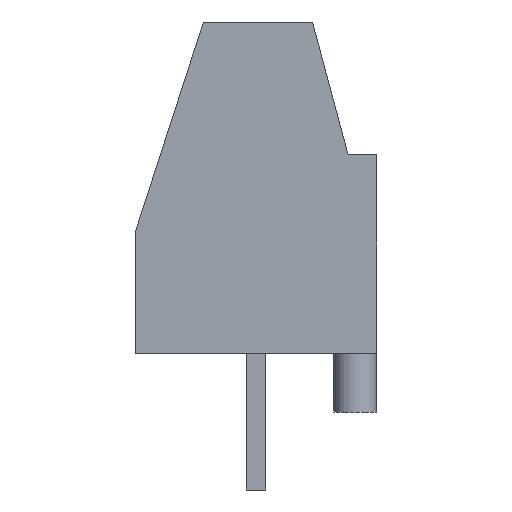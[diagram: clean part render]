
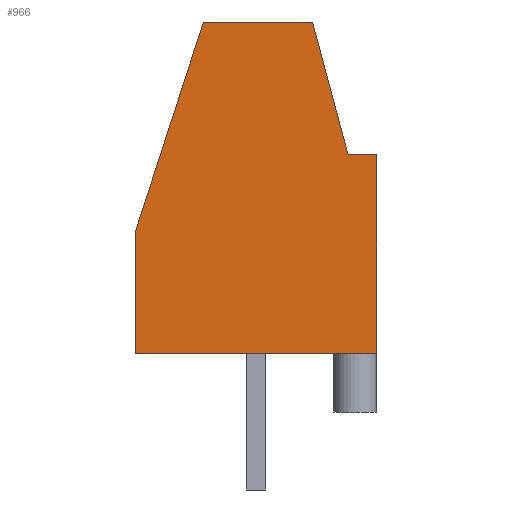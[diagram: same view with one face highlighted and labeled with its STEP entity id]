
A CAD part, left-side view. The second image highlights one B-rep face of the part: STEP entity #966.
In plain terms, the highlighted planar face has unit normal (-1, 0, 0).
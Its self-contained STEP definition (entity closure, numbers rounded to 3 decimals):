
#22 = VERTEX_POINT('',#23);
#23 = CARTESIAN_POINT('',(-1.5,-3.1,0.));
#32 = PLANE('',#33);
#33 = AXIS2_PLACEMENT_3D('',#34,#35,#36);
#34 = CARTESIAN_POINT('',(-1.5,-3.1,0.));
#35 = DIRECTION('',(0.,0.,1.));
#36 = DIRECTION('',(0.,1.,0.));
#44 = PLANE('',#45);
#45 = AXIS2_PLACEMENT_3D('',#46,#47,#48);
#46 = CARTESIAN_POINT('',(-1.5,-3.1,8.5));
#47 = DIRECTION('',(0.,1.,0.));
#48 = DIRECTION('',(0.,0.,-1.));
#85 = VERTEX_POINT('',#86);
#86 = CARTESIAN_POINT('',(-1.5,3.1,0.));
#100 = PLANE('',#101);
#101 = AXIS2_PLACEMENT_3D('',#102,#103,#104);
#102 = CARTESIAN_POINT('',(-1.5,3.1,0.));
#103 = DIRECTION('',(0.,-1.,0.));
#104 = DIRECTION('',(0.,0.,1.));
#112 = EDGE_CURVE('',#22,#85,#113,.T.);
#113 = SURFACE_CURVE('',#114,(#118,#125),.PCURVE_S1.);
#114 = LINE('',#115,#116);
#115 = CARTESIAN_POINT('',(-1.5,-3.1,0.));
#116 = VECTOR('',#117,1.);
#117 = DIRECTION('',(0.,1.,0.));
#118 = PCURVE('',#32,#119);
#119 = DEFINITIONAL_REPRESENTATION('',(#120),#124);
#120 = LINE('',#121,#122);
#121 = CARTESIAN_POINT('',(0.,0.));
#122 = VECTOR('',#123,1.);
#123 = DIRECTION('',(1.,0.));
#124 = ( GEOMETRIC_REPRESENTATION_CONTEXT(2)
PARAMETRIC_REPRESENTATION_CONTEXT() REPRESENTATION_CONTEXT('2D SPACE',''
) );
#125 = PCURVE('',#126,#131);
#126 = PLANE('',#127);
#127 = AXIS2_PLACEMENT_3D('',#128,#129,#130);
#128 = CARTESIAN_POINT('',(-1.5,0.,4.25));
#129 = DIRECTION('',(1.,0.,0.));
#130 = DIRECTION('',(0.,0.,1.));
#131 = DEFINITIONAL_REPRESENTATION('',(#132),#136);
#132 = LINE('',#133,#134);
#133 = CARTESIAN_POINT('',(-4.25,3.1));
#134 = VECTOR('',#135,1.);
#135 = DIRECTION('',(0.,-1.));
#136 = ( GEOMETRIC_REPRESENTATION_CONTEXT(2)
PARAMETRIC_REPRESENTATION_CONTEXT() REPRESENTATION_CONTEXT('2D SPACE',''
) );
#552 = EDGE_CURVE('',#553,#22,#555,.T.);
#553 = VERTEX_POINT('',#554);
#554 = CARTESIAN_POINT('',(-1.5,-3.1,5.1));
#555 = SURFACE_CURVE('',#556,(#560,#567),.PCURVE_S1.);
#556 = LINE('',#557,#558);
#557 = CARTESIAN_POINT('',(-1.5,-3.1,8.5));
#558 = VECTOR('',#559,1.);
#559 = DIRECTION('',(0.,0.,-1.));
#560 = PCURVE('',#44,#561);
#561 = DEFINITIONAL_REPRESENTATION('',(#562),#566);
#562 = LINE('',#563,#564);
#563 = CARTESIAN_POINT('',(0.,0.));
#564 = VECTOR('',#565,1.);
#565 = DIRECTION('',(1.,0.));
#566 = ( GEOMETRIC_REPRESENTATION_CONTEXT(2)
PARAMETRIC_REPRESENTATION_CONTEXT() REPRESENTATION_CONTEXT('2D SPACE',''
) );
#567 = PCURVE('',#126,#568);
#568 = DEFINITIONAL_REPRESENTATION('',(#569),#573);
#569 = LINE('',#570,#571);
#570 = CARTESIAN_POINT('',(4.25,3.1));
#571 = VECTOR('',#572,1.);
#572 = DIRECTION('',(-1.,0.));
#573 = ( GEOMETRIC_REPRESENTATION_CONTEXT(2)
PARAMETRIC_REPRESENTATION_CONTEXT() REPRESENTATION_CONTEXT('2D SPACE',''
) );
#591 = PLANE('',#592);
#592 = AXIS2_PLACEMENT_3D('',#593,#594,#595);
#593 = CARTESIAN_POINT('',(-1.5,-2.36,5.1));
#594 = DIRECTION('',(0.,0.,-1.));
#595 = DIRECTION('',(0.,-1.,0.));
#966 = ADVANCED_FACE('',(#967),#126,.F.);
#967 = FACE_BOUND('',#968,.F.);
#968 = EDGE_LOOP('',(#969,#992,#993,#994,#1017,#1045,#1073));
#969 = ORIENTED_EDGE('',*,*,#970,.T.);
#970 = EDGE_CURVE('',#971,#553,#973,.T.);
#971 = VERTEX_POINT('',#972);
#972 = CARTESIAN_POINT('',(-1.5,-2.36,5.1));
#973 = SURFACE_CURVE('',#974,(#978,#985),.PCURVE_S1.);
#974 = LINE('',#975,#976);
#975 = CARTESIAN_POINT('',(-1.5,-2.36,5.1));
#976 = VECTOR('',#977,1.);
#977 = DIRECTION('',(0.,-1.,0.));
#978 = PCURVE('',#126,#979);
#979 = DEFINITIONAL_REPRESENTATION('',(#980),#984);
#980 = LINE('',#981,#982);
#981 = CARTESIAN_POINT('',(0.85,2.36));
#982 = VECTOR('',#983,1.);
#983 = DIRECTION('',(0.,1.));
#984 = ( GEOMETRIC_REPRESENTATION_CONTEXT(2)
PARAMETRIC_REPRESENTATION_CONTEXT() REPRESENTATION_CONTEXT('2D SPACE',''
) );
#985 = PCURVE('',#591,#986);
#986 = DEFINITIONAL_REPRESENTATION('',(#987),#991);
#987 = LINE('',#988,#989);
#988 = CARTESIAN_POINT('',(0.,-0.));
#989 = VECTOR('',#990,1.);
#990 = DIRECTION('',(1.,0.));
#991 = ( GEOMETRIC_REPRESENTATION_CONTEXT(2)
PARAMETRIC_REPRESENTATION_CONTEXT() REPRESENTATION_CONTEXT('2D SPACE',''
) );
#992 = ORIENTED_EDGE('',*,*,#552,.T.);
#993 = ORIENTED_EDGE('',*,*,#112,.T.);
#994 = ORIENTED_EDGE('',*,*,#995,.T.);
#995 = EDGE_CURVE('',#85,#996,#998,.T.);
#996 = VERTEX_POINT('',#997);
#997 = CARTESIAN_POINT('',(-1.5,3.1,3.114));
#998 = SURFACE_CURVE('',#999,(#1003,#1010),.PCURVE_S1.);
#999 = LINE('',#1000,#1001);
#1000 = CARTESIAN_POINT('',(-1.5,3.1,0.));
#1001 = VECTOR('',#1002,1.);
#1002 = DIRECTION('',(0.,0.,1.));
#1003 = PCURVE('',#126,#1004);
#1004 = DEFINITIONAL_REPRESENTATION('',(#1005),#1009);
#1005 = LINE('',#1006,#1007);
#1006 = CARTESIAN_POINT('',(-4.25,-3.1));
#1007 = VECTOR('',#1008,1.);
#1008 = DIRECTION('',(1.,0.));
#1009 = ( GEOMETRIC_REPRESENTATION_CONTEXT(2)
PARAMETRIC_REPRESENTATION_CONTEXT() REPRESENTATION_CONTEXT('2D SPACE',''
) );
#1010 = PCURVE('',#100,#1011);
#1011 = DEFINITIONAL_REPRESENTATION('',(#1012),#1016);
#1012 = LINE('',#1013,#1014);
#1013 = CARTESIAN_POINT('',(0.,0.));
#1014 = VECTOR('',#1015,1.);
#1015 = DIRECTION('',(1.,0.));
#1016 = ( GEOMETRIC_REPRESENTATION_CONTEXT(2)
PARAMETRIC_REPRESENTATION_CONTEXT() REPRESENTATION_CONTEXT('2D SPACE',''
) );
#1017 = ORIENTED_EDGE('',*,*,#1018,.F.);
#1018 = EDGE_CURVE('',#1019,#996,#1021,.T.);
#1019 = VERTEX_POINT('',#1020);
#1020 = CARTESIAN_POINT('',(-1.5,1.35,8.5));
#1021 = SURFACE_CURVE('',#1022,(#1026,#1033),.PCURVE_S1.);
#1022 = LINE('',#1023,#1024);
#1023 = CARTESIAN_POINT('',(-1.5,1.35,8.5));
#1024 = VECTOR('',#1025,1.);
#1025 = DIRECTION('',(0.,0.309,-0.951));
#1026 = PCURVE('',#126,#1027);
#1027 = DEFINITIONAL_REPRESENTATION('',(#1028),#1032);
#1028 = LINE('',#1029,#1030);
#1029 = CARTESIAN_POINT('',(4.25,-1.35));
#1030 = VECTOR('',#1031,1.);
#1031 = DIRECTION('',(-0.951,-0.309));
#1032 = ( GEOMETRIC_REPRESENTATION_CONTEXT(2)
PARAMETRIC_REPRESENTATION_CONTEXT() REPRESENTATION_CONTEXT('2D SPACE',''
) );
#1033 = PCURVE('',#1034,#1039);
#1034 = PLANE('',#1035);
#1035 = AXIS2_PLACEMENT_3D('',#1036,#1037,#1038);
#1036 = CARTESIAN_POINT('',(-1.5,1.35,8.5));
#1037 = DIRECTION('',(0.,0.951,0.309));
#1038 = DIRECTION('',(0.,0.309,-0.951));
#1039 = DEFINITIONAL_REPRESENTATION('',(#1040),#1044);
#1040 = LINE('',#1041,#1042);
#1041 = CARTESIAN_POINT('',(0.,0.));
#1042 = VECTOR('',#1043,1.);
#1043 = DIRECTION('',(1.,0.));
#1044 = ( GEOMETRIC_REPRESENTATION_CONTEXT(2)
PARAMETRIC_REPRESENTATION_CONTEXT() REPRESENTATION_CONTEXT('2D SPACE',''
) );
#1045 = ORIENTED_EDGE('',*,*,#1046,.T.);
#1046 = EDGE_CURVE('',#1019,#1047,#1049,.T.);
#1047 = VERTEX_POINT('',#1048);
#1048 = CARTESIAN_POINT('',(-1.5,-1.45,8.5));
#1049 = SURFACE_CURVE('',#1050,(#1054,#1061),.PCURVE_S1.);
#1050 = LINE('',#1051,#1052);
#1051 = CARTESIAN_POINT('',(-1.5,3.1,8.5));
#1052 = VECTOR('',#1053,1.);
#1053 = DIRECTION('',(0.,-1.,0.));
#1054 = PCURVE('',#126,#1055);
#1055 = DEFINITIONAL_REPRESENTATION('',(#1056),#1060);
#1056 = LINE('',#1057,#1058);
#1057 = CARTESIAN_POINT('',(4.25,-3.1));
#1058 = VECTOR('',#1059,1.);
#1059 = DIRECTION('',(0.,1.));
#1060 = ( GEOMETRIC_REPRESENTATION_CONTEXT(2)
PARAMETRIC_REPRESENTATION_CONTEXT() REPRESENTATION_CONTEXT('2D SPACE',''
) );
#1061 = PCURVE('',#1062,#1067);
#1062 = PLANE('',#1063);
#1063 = AXIS2_PLACEMENT_3D('',#1064,#1065,#1066);
#1064 = CARTESIAN_POINT('',(-1.5,3.1,8.5));
#1065 = DIRECTION('',(0.,0.,-1.));
#1066 = DIRECTION('',(0.,-1.,0.));
#1067 = DEFINITIONAL_REPRESENTATION('',(#1068),#1072);
#1068 = LINE('',#1069,#1070);
#1069 = CARTESIAN_POINT('',(0.,-0.));
#1070 = VECTOR('',#1071,1.);
#1071 = DIRECTION('',(1.,0.));
#1072 = ( GEOMETRIC_REPRESENTATION_CONTEXT(2)
PARAMETRIC_REPRESENTATION_CONTEXT() REPRESENTATION_CONTEXT('2D SPACE',''
) );
#1073 = ORIENTED_EDGE('',*,*,#1074,.T.);
#1074 = EDGE_CURVE('',#1047,#971,#1075,.T.);
#1075 = SURFACE_CURVE('',#1076,(#1080,#1087),.PCURVE_S1.);
#1076 = LINE('',#1077,#1078);
#1077 = CARTESIAN_POINT('',(-1.5,-1.45,8.5));
#1078 = VECTOR('',#1079,1.);
#1079 = DIRECTION('',(0.,-0.259,-0.966));
#1080 = PCURVE('',#126,#1081);
#1081 = DEFINITIONAL_REPRESENTATION('',(#1082),#1086);
#1082 = LINE('',#1083,#1084);
#1083 = CARTESIAN_POINT('',(4.25,1.45));
#1084 = VECTOR('',#1085,1.);
#1085 = DIRECTION('',(-0.966,0.259));
#1086 = ( GEOMETRIC_REPRESENTATION_CONTEXT(2)
PARAMETRIC_REPRESENTATION_CONTEXT() REPRESENTATION_CONTEXT('2D SPACE',''
) );
#1087 = PCURVE('',#1088,#1093);
#1088 = PLANE('',#1089);
#1089 = AXIS2_PLACEMENT_3D('',#1090,#1091,#1092);
#1090 = CARTESIAN_POINT('',(-1.5,-1.45,8.5));
#1091 = DIRECTION('',(0.,0.966,-0.259));
#1092 = DIRECTION('',(0.,-0.259,-0.966));
#1093 = DEFINITIONAL_REPRESENTATION('',(#1094),#1098);
#1094 = LINE('',#1095,#1096);
#1095 = CARTESIAN_POINT('',(0.,0.));
#1096 = VECTOR('',#1097,1.);
#1097 = DIRECTION('',(1.,0.));
#1098 = ( GEOMETRIC_REPRESENTATION_CONTEXT(2)
PARAMETRIC_REPRESENTATION_CONTEXT() REPRESENTATION_CONTEXT('2D SPACE',''
) );
